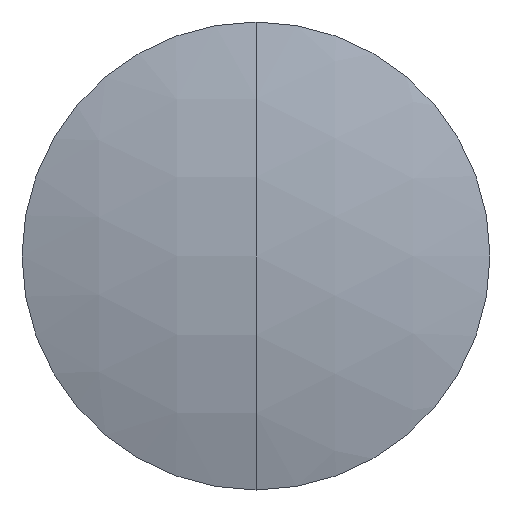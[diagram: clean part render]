
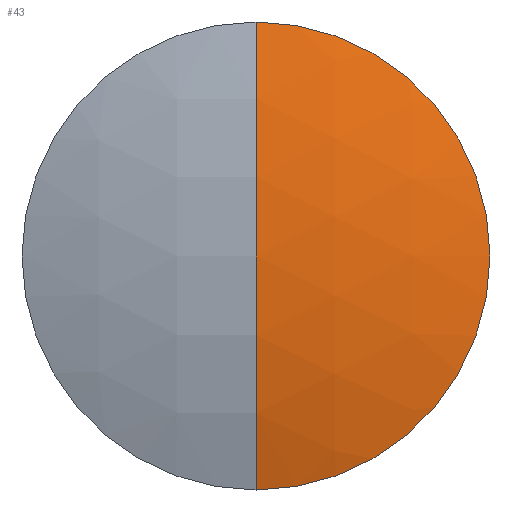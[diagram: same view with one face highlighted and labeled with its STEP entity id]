
A CAD part, left-side view. The second image highlights one B-rep face of the part: STEP entity #43.
In plain terms, the highlighted spherical face has radius 42.69 mm.
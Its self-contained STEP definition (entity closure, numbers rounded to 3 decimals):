
#7 = AXIS2_PLACEMENT_3D ( 'NONE', #287, #180, #185 ) ;
#36 = CARTESIAN_POINT ( 'NONE',  ( 49.724, 0., 0. ) ) ;
#43 = ADVANCED_FACE ( 'NONE', ( #114 ), #260, .T. ) ;
#49 = EDGE_CURVE ( 'NONE', #197, #179, #90, .T. ) ;
#53 = DIRECTION ( 'NONE',  ( -1., 0., 0. ) ) ;
#90 = CIRCLE ( 'NONE', #312, 42.69 ) ;
#114 = FACE_OUTER_BOUND ( 'NONE', #250, .T. ) ;
#124 = CIRCLE ( 'NONE', #234, 12.7 ) ;
#132 = CARTESIAN_POINT ( 'NONE',  ( 51.657, 0., 12.7 ) ) ;
#133 = CARTESIAN_POINT ( 'NONE',  ( 51.657, 0., 0. ) ) ;
#136 = CARTESIAN_POINT ( 'NONE',  ( 51.657, 0., -12.7 ) ) ;
#148 = CARTESIAN_POINT ( 'NONE',  ( 92.414, 0., 0. ) ) ;
#179 = VERTEX_POINT ( 'NONE', #36 ) ;
#180 = DIRECTION ( 'NONE',  ( 0., -1., 0. ) ) ;
#181 = AXIS2_PLACEMENT_3D ( 'NONE', #288, #343, #255 ) ;
#185 = DIRECTION ( 'NONE',  ( 0., 0., -1. ) ) ;
#188 = VERTEX_POINT ( 'NONE', #132 ) ;
#197 = VERTEX_POINT ( 'NONE', #136 ) ;
#209 = DIRECTION ( 'NONE',  ( 0., 0., 1. ) ) ;
#215 = ORIENTED_EDGE ( 'NONE', *, *, #300, .T. ) ;
#234 = AXIS2_PLACEMENT_3D ( 'NONE', #133, #53, #264 ) ;
#244 = CIRCLE ( 'NONE', #7, 42.69 ) ;
#249 = ORIENTED_EDGE ( 'NONE', *, *, #314, .T. ) ;
#250 = EDGE_LOOP ( 'NONE', ( #215, #249, #256 ) ) ;
#255 = DIRECTION ( 'NONE',  ( 0., 0., -1. ) ) ;
#256 = ORIENTED_EDGE ( 'NONE', *, *, #49, .F. ) ;
#260 = SPHERICAL_SURFACE ( 'NONE', #181, 42.69 ) ;
#264 = DIRECTION ( 'NONE',  ( 0., 0., 1. ) ) ;
#287 = CARTESIAN_POINT ( 'NONE',  ( 92.414, 0., 0. ) ) ;
#288 = CARTESIAN_POINT ( 'NONE',  ( 92.414, 0., 0. ) ) ;
#300 = EDGE_CURVE ( 'NONE', #197, #188, #124, .T. ) ;
#312 = AXIS2_PLACEMENT_3D ( 'NONE', #148, #318, #209 ) ;
#314 = EDGE_CURVE ( 'NONE', #188, #179, #244, .T. ) ;
#318 = DIRECTION ( 'NONE',  ( 0., 1., 0. ) ) ;
#343 = DIRECTION ( 'NONE',  ( 0., -1., 0. ) ) ;
